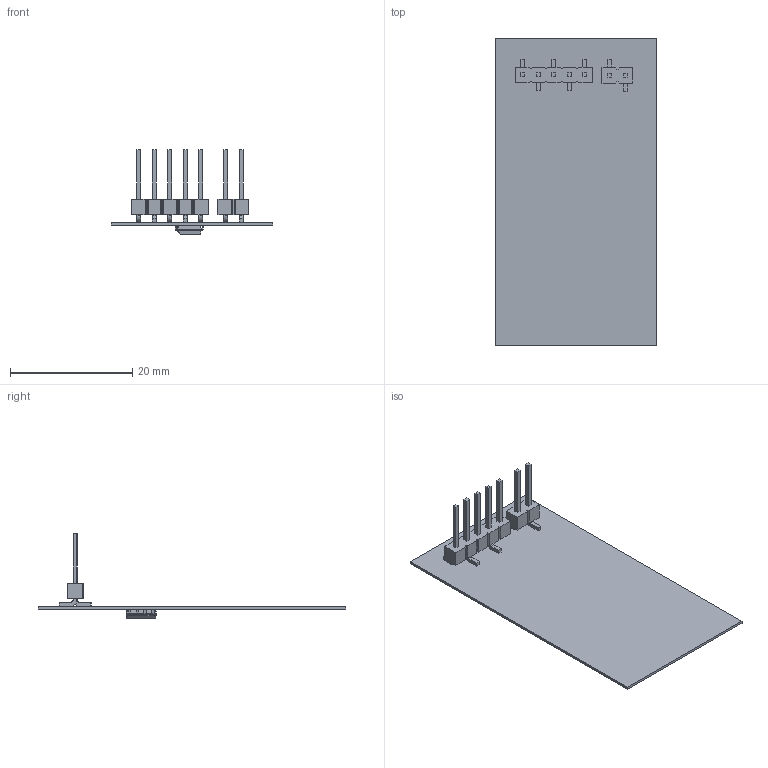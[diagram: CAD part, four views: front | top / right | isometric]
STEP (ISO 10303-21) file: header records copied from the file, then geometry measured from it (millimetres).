
FILE_DESCRIPTION(('Open CASCADE Model'),'2;1');
FILE_NAME('Open CASCADE Shape Model','2022-11-28T00:08:48',('Author'),( 'Open CASCADE'),'Open CASCADE STEP processor 6.8','Open CASCADE 6.8' ,'Unknown');
FILE_SCHEMA(('AUTOMOTIVE_DESIGN { 1 0 10303 214 1 1 1 1 }'));
Length unit declared in the file: millimetre
Products named in the file (13): PCB; Board; Open CASCADE STEP translator 6.8 1.1.1; U1; M24LR64-RMN6; J1; TSM-105-02-S-SV; T-1S6-08(-02-5-SV); TSM-105-02-SV_body; J2; TSM-102-02-S-SV; T-1S6-08(-02-2-SV); TSM-102-02-SV_body
Assembly tree (12 placements, depth 4):
  PCB
    Board
      Open CASCADE STEP translator 6.8 1.1.1
    U1
      M24LR64-RMN6
    J1
      TSM-105-02-S-SV
        T-1S6-08(-02-5-SV)
        TSM-105-02-SV_body
    J2
      TSM-102-02-S-SV
        T-1S6-08(-02-2-SV)
        TSM-102-02-SV_body
Bounding box: 26.54 x 50.42 x 13.88 mm (x, y, z)
Volume: 724.2 mm3; surface area: 3337.8 mm2
Topology: 15 solids, 15 shells, 336 faces, 897 edges, 598 vertices
Faces by surface type: plane 272, cylinder 64
Entity records: 10686 total; most frequent: CARTESIAN_POINT 1952, ORIENTED_EDGE 1794, DIRECTION 1659, EDGE_CURVE 897, LINE 761, VECTOR 761, VERTEX_POINT 598, AXIS2_PLACEMENT_3D 449
